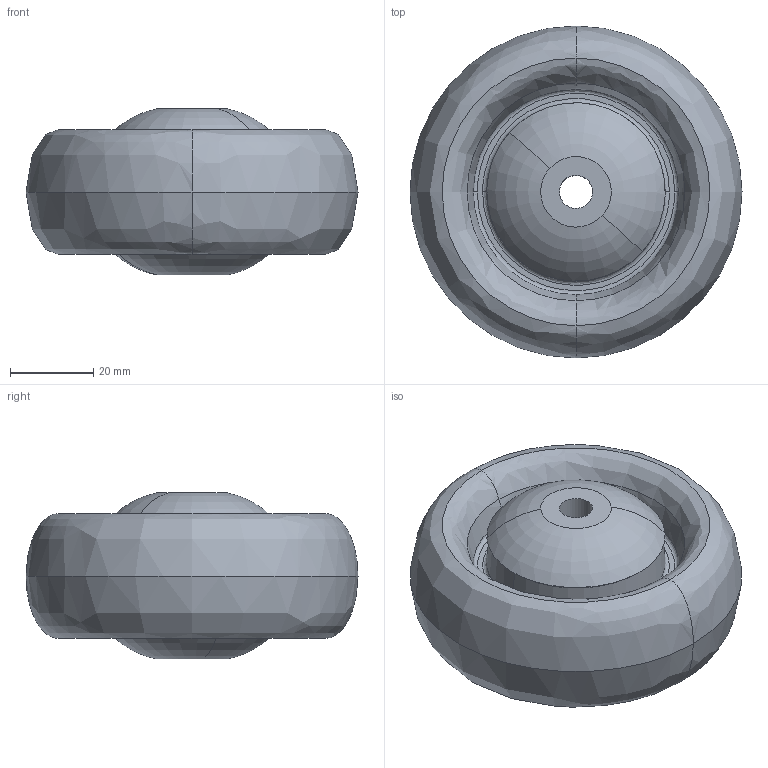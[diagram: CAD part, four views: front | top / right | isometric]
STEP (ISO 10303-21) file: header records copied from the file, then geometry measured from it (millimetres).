
FILE_DESCRIPTION (( 'STEP AP214' ), '1' );
FILE_NAME ('0024987.step', '2023-01-16T10:39:53', ( '' ), ( '' ), 'SwSTEP 2.0', 'SolidWorks 2020', '' );
FILE_SCHEMA (( 'AUTOMOTIVE_DESIGN' ));
Length unit declared in the file: millimetre
Products named in the file (1): 0024987
Bounding box: 80 x 80 x 40 mm (x, y, z)
Surface area: 22503.1 mm2 (no closed solid volume)
Topology: 0 solids, 5 shells, 40 faces, 94 edges, 60 vertices
Faces by surface type: bspline 20, cone 6, plane 6, cylinder 4, torus 4
Entity records: 2467 total; most frequent: CARTESIAN_POINT 1167, DIRECTION 180, ORIENTED_EDGE 168, EDGE_CURVE 94, AXIS2_PLACEMENT_3D 85, CIRCLE 64, VERTEX_POINT 60, EDGE_LOOP 46
